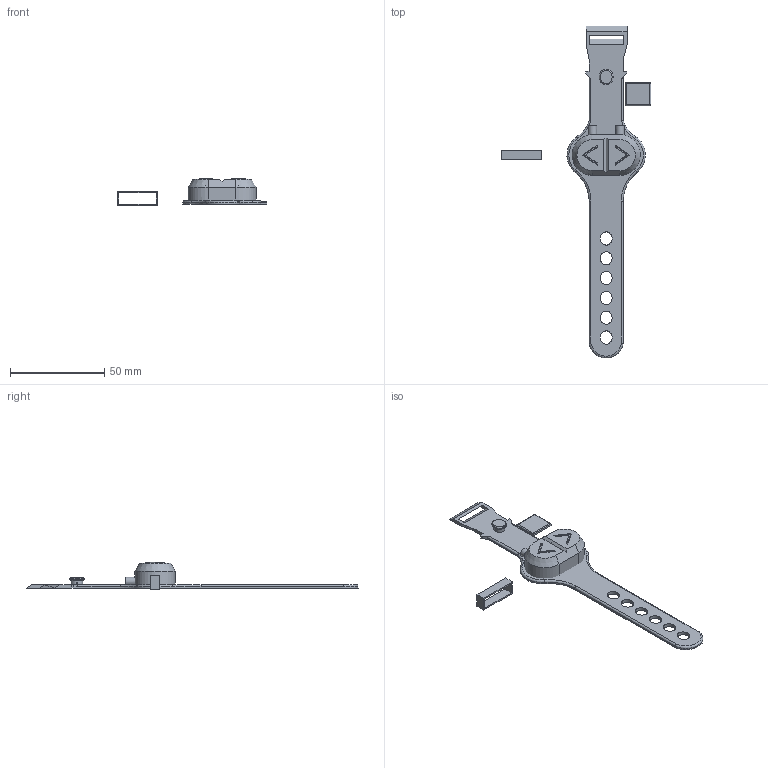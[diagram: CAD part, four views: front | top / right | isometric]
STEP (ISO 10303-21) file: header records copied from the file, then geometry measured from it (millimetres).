
FILE_DESCRIPTION(/* description */ (''),/* implementation_level */ '2;1');
FILE_NAME(/* name */ 'Shifter Cover - 2in1, high tactile v9.step',/* time_stamp */ '2021-12-27T11:51:30-05:00',/* author */ (''),/* organization */ (''),/* preprocessor_version */ 'ST-DEVELOPER v18.1',/* originating_system */ 'Autodesk Translation Framework v10.10.0.1391',/* authorisation */ '');
FILE_SCHEMA (('AUTOMOTIVE_DESIGN { 1 0 10303 214 3 1 1 }'));
Length unit declared in the file: millimetre
Products named in the file (4): Shifter Cover - 2in1, high tactile; Bottom_Half; Strap; Plug
Assembly tree (3 placements, depth 3):
  Shifter Cover - 2in1, high tactile
    Bottom_Half
      Strap
    Plug
Bounding box: 79.55 x 176.47 x 14.5 mm (x, y, z)
Volume: 10505.4 mm3; surface area: 13252.6 mm2
Topology: 4 solids, 4 shells, 289 faces, 813 edges, 528 vertices
Faces by surface type: plane 218, cylinder 48, torus 11, cone 8, bspline 4
Full cylindrical faces by diameter (mm): 3 x2
Entity records: 9707 total; most frequent: CARTESIAN_POINT 2017, ORIENTED_EDGE 1618, DIRECTION 1533, EDGE_CURVE 809, LINE 633, VECTOR 633, VERTEX_POINT 528, AXIS2_PLACEMENT_3D 450
